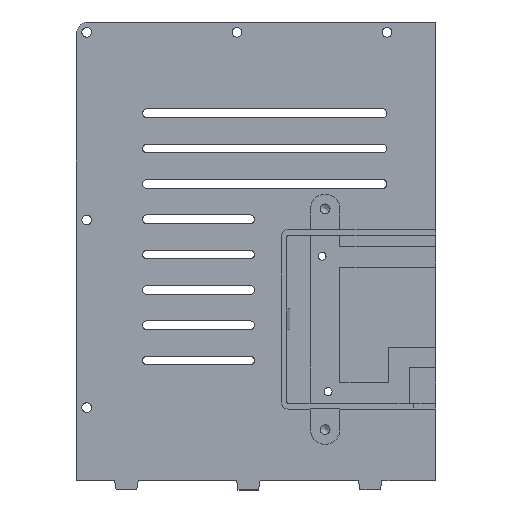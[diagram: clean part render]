
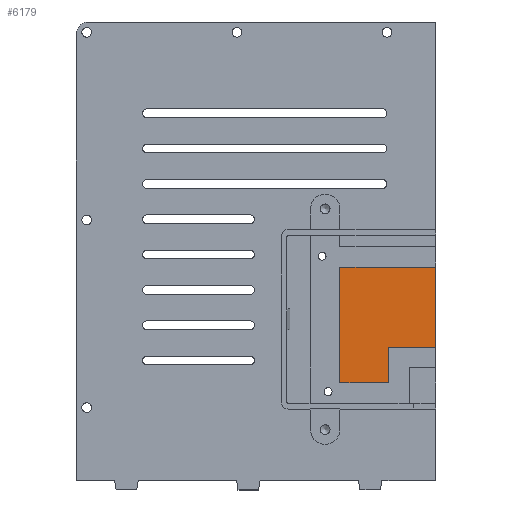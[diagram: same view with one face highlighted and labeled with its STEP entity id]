
A CAD part, top view. The second image highlights one B-rep face of the part: STEP entity #6179.
In plain terms, the highlighted planar face has unit normal (0, 0, 1).
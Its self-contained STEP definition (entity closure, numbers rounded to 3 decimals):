
#107 = PLANE('',#108);
#108 = AXIS2_PLACEMENT_3D('',#109,#110,#111);
#109 = CARTESIAN_POINT('',(0.,156.,0.));
#110 = DIRECTION('',(1.,0.,0.));
#111 = DIRECTION('',(0.,-1.,0.));
#2227 = VERTEX_POINT('',#2228);
#2228 = CARTESIAN_POINT('',(0.,72.71,2.));
#2249 = EDGE_CURVE('',#2227,#2250,#2252,.T.);
#2250 = VERTEX_POINT('',#2251);
#2251 = CARTESIAN_POINT('',(0.,45.5,2.));
#2252 = SURFACE_CURVE('',#2253,(#2257,#2264),.PCURVE_S1.);
#2253 = LINE('',#2254,#2255);
#2254 = CARTESIAN_POINT('',(0.,156.,2.));
#2255 = VECTOR('',#2256,1.);
#2256 = DIRECTION('',(0.,-1.,0.));
#2257 = PCURVE('',#107,#2258);
#2258 = DEFINITIONAL_REPRESENTATION('',(#2259),#2263);
#2259 = LINE('',#2260,#2261);
#2260 = CARTESIAN_POINT('',(0.,-2.));
#2261 = VECTOR('',#2262,1.);
#2262 = DIRECTION('',(1.,0.));
#2263 = ( GEOMETRIC_REPRESENTATION_CONTEXT(2) 
PARAMETRIC_REPRESENTATION_CONTEXT() REPRESENTATION_CONTEXT('2D SPACE',''
  ) );
#2264 = PCURVE('',#2265,#2270);
#2265 = PLANE('',#2266);
#2266 = AXIS2_PLACEMENT_3D('',#2267,#2268,#2269);
#2267 = CARTESIAN_POINT('',(-61.075,75.695,2.));
#2268 = DIRECTION('',(-0.,-0.,-1.));
#2269 = DIRECTION('',(-1.,0.,0.));
#2270 = DEFINITIONAL_REPRESENTATION('',(#2271),#2275);
#2271 = LINE('',#2272,#2273);
#2272 = CARTESIAN_POINT('',(-61.075,80.305));
#2273 = VECTOR('',#2274,1.);
#2274 = DIRECTION('',(0.,-1.));
#2275 = ( GEOMETRIC_REPRESENTATION_CONTEXT(2) 
PARAMETRIC_REPRESENTATION_CONTEXT() REPRESENTATION_CONTEXT('2D SPACE',''
  ) );
#6044 = PLANE('',#6045);
#6045 = AXIS2_PLACEMENT_3D('',#6046,#6047,#6048);
#6046 = CARTESIAN_POINT('',(-16.,45.5,2.));
#6047 = DIRECTION('',(0.,1.,0.));
#6048 = DIRECTION('',(1.,0.,0.));
#6179 = ADVANCED_FACE('',(#6180),#2265,.F.);
#6180 = FACE_BOUND('',#6181,.F.);
#6181 = EDGE_LOOP('',(#6182,#6210,#6211,#6234,#6262,#6290));
#6182 = ORIENTED_EDGE('',*,*,#6183,.F.);
#6183 = EDGE_CURVE('',#2227,#6184,#6186,.T.);
#6184 = VERTEX_POINT('',#6185);
#6185 = CARTESIAN_POINT('',(-32.5,72.71,2.));
#6186 = SURFACE_CURVE('',#6187,(#6191,#6198),.PCURVE_S1.);
#6187 = LINE('',#6188,#6189);
#6188 = CARTESIAN_POINT('',(0.,72.71,2.));
#6189 = VECTOR('',#6190,1.);
#6190 = DIRECTION('',(-1.,0.,0.));
#6191 = PCURVE('',#2265,#6192);
#6192 = DEFINITIONAL_REPRESENTATION('',(#6193),#6197);
#6193 = LINE('',#6194,#6195);
#6194 = CARTESIAN_POINT('',(-61.075,-2.985));
#6195 = VECTOR('',#6196,1.);
#6196 = DIRECTION('',(1.,0.));
#6197 = ( GEOMETRIC_REPRESENTATION_CONTEXT(2) 
PARAMETRIC_REPRESENTATION_CONTEXT() REPRESENTATION_CONTEXT('2D SPACE',''
  ) );
#6198 = PCURVE('',#6199,#6204);
#6199 = PLANE('',#6200);
#6200 = AXIS2_PLACEMENT_3D('',#6201,#6202,#6203);
#6201 = CARTESIAN_POINT('',(0.,72.71,2.));
#6202 = DIRECTION('',(0.,-1.,0.));
#6203 = DIRECTION('',(-1.,0.,0.));
#6204 = DEFINITIONAL_REPRESENTATION('',(#6205),#6209);
#6205 = LINE('',#6206,#6207);
#6206 = CARTESIAN_POINT('',(0.,-0.));
#6207 = VECTOR('',#6208,1.);
#6208 = DIRECTION('',(1.,0.));
#6209 = ( GEOMETRIC_REPRESENTATION_CONTEXT(2) 
PARAMETRIC_REPRESENTATION_CONTEXT() REPRESENTATION_CONTEXT('2D SPACE',''
  ) );
#6210 = ORIENTED_EDGE('',*,*,#2249,.T.);
#6211 = ORIENTED_EDGE('',*,*,#6212,.F.);
#6212 = EDGE_CURVE('',#6213,#2250,#6215,.T.);
#6213 = VERTEX_POINT('',#6214);
#6214 = CARTESIAN_POINT('',(-16.,45.5,2.));
#6215 = SURFACE_CURVE('',#6216,(#6220,#6227),.PCURVE_S1.);
#6216 = LINE('',#6217,#6218);
#6217 = CARTESIAN_POINT('',(-16.,45.5,2.));
#6218 = VECTOR('',#6219,1.);
#6219 = DIRECTION('',(1.,0.,0.));
#6220 = PCURVE('',#2265,#6221);
#6221 = DEFINITIONAL_REPRESENTATION('',(#6222),#6226);
#6222 = LINE('',#6223,#6224);
#6223 = CARTESIAN_POINT('',(-45.075,-30.195));
#6224 = VECTOR('',#6225,1.);
#6225 = DIRECTION('',(-1.,0.));
#6226 = ( GEOMETRIC_REPRESENTATION_CONTEXT(2) 
PARAMETRIC_REPRESENTATION_CONTEXT() REPRESENTATION_CONTEXT('2D SPACE',''
  ) );
#6227 = PCURVE('',#6044,#6228);
#6228 = DEFINITIONAL_REPRESENTATION('',(#6229),#6233);
#6229 = LINE('',#6230,#6231);
#6230 = CARTESIAN_POINT('',(0.,0.));
#6231 = VECTOR('',#6232,1.);
#6232 = DIRECTION('',(1.,0.));
#6233 = ( GEOMETRIC_REPRESENTATION_CONTEXT(2) 
PARAMETRIC_REPRESENTATION_CONTEXT() REPRESENTATION_CONTEXT('2D SPACE',''
  ) );
#6234 = ORIENTED_EDGE('',*,*,#6235,.F.);
#6235 = EDGE_CURVE('',#6236,#6213,#6238,.T.);
#6236 = VERTEX_POINT('',#6237);
#6237 = CARTESIAN_POINT('',(-16.,33.5,2.));
#6238 = SURFACE_CURVE('',#6239,(#6243,#6250),.PCURVE_S1.);
#6239 = LINE('',#6240,#6241);
#6240 = CARTESIAN_POINT('',(-16.,33.5,2.));
#6241 = VECTOR('',#6242,1.);
#6242 = DIRECTION('',(0.,1.,0.));
#6243 = PCURVE('',#2265,#6244);
#6244 = DEFINITIONAL_REPRESENTATION('',(#6245),#6249);
#6245 = LINE('',#6246,#6247);
#6246 = CARTESIAN_POINT('',(-45.075,-42.195));
#6247 = VECTOR('',#6248,1.);
#6248 = DIRECTION('',(0.,1.));
#6249 = ( GEOMETRIC_REPRESENTATION_CONTEXT(2) 
PARAMETRIC_REPRESENTATION_CONTEXT() REPRESENTATION_CONTEXT('2D SPACE',''
  ) );
#6250 = PCURVE('',#6251,#6256);
#6251 = PLANE('',#6252);
#6252 = AXIS2_PLACEMENT_3D('',#6253,#6254,#6255);
#6253 = CARTESIAN_POINT('',(-16.,33.5,2.));
#6254 = DIRECTION('',(-1.,0.,0.));
#6255 = DIRECTION('',(0.,1.,0.));
#6256 = DEFINITIONAL_REPRESENTATION('',(#6257),#6261);
#6257 = LINE('',#6258,#6259);
#6258 = CARTESIAN_POINT('',(0.,0.));
#6259 = VECTOR('',#6260,1.);
#6260 = DIRECTION('',(1.,0.));
#6261 = ( GEOMETRIC_REPRESENTATION_CONTEXT(2) 
PARAMETRIC_REPRESENTATION_CONTEXT() REPRESENTATION_CONTEXT('2D SPACE',''
  ) );
#6262 = ORIENTED_EDGE('',*,*,#6263,.F.);
#6263 = EDGE_CURVE('',#6264,#6236,#6266,.T.);
#6264 = VERTEX_POINT('',#6265);
#6265 = CARTESIAN_POINT('',(-32.5,33.5,2.));
#6266 = SURFACE_CURVE('',#6267,(#6271,#6278),.PCURVE_S1.);
#6267 = LINE('',#6268,#6269);
#6268 = CARTESIAN_POINT('',(-32.5,33.5,2.));
#6269 = VECTOR('',#6270,1.);
#6270 = DIRECTION('',(1.,0.,0.));
#6271 = PCURVE('',#2265,#6272);
#6272 = DEFINITIONAL_REPRESENTATION('',(#6273),#6277);
#6273 = LINE('',#6274,#6275);
#6274 = CARTESIAN_POINT('',(-28.575,-42.195));
#6275 = VECTOR('',#6276,1.);
#6276 = DIRECTION('',(-1.,0.));
#6277 = ( GEOMETRIC_REPRESENTATION_CONTEXT(2) 
PARAMETRIC_REPRESENTATION_CONTEXT() REPRESENTATION_CONTEXT('2D SPACE',''
  ) );
#6278 = PCURVE('',#6279,#6284);
#6279 = PLANE('',#6280);
#6280 = AXIS2_PLACEMENT_3D('',#6281,#6282,#6283);
#6281 = CARTESIAN_POINT('',(-32.5,33.5,2.));
#6282 = DIRECTION('',(0.,1.,0.));
#6283 = DIRECTION('',(1.,0.,0.));
#6284 = DEFINITIONAL_REPRESENTATION('',(#6285),#6289);
#6285 = LINE('',#6286,#6287);
#6286 = CARTESIAN_POINT('',(0.,0.));
#6287 = VECTOR('',#6288,1.);
#6288 = DIRECTION('',(1.,0.));
#6289 = ( GEOMETRIC_REPRESENTATION_CONTEXT(2) 
PARAMETRIC_REPRESENTATION_CONTEXT() REPRESENTATION_CONTEXT('2D SPACE',''
  ) );
#6290 = ORIENTED_EDGE('',*,*,#6291,.F.);
#6291 = EDGE_CURVE('',#6184,#6264,#6292,.T.);
#6292 = SURFACE_CURVE('',#6293,(#6297,#6304),.PCURVE_S1.);
#6293 = LINE('',#6294,#6295);
#6294 = CARTESIAN_POINT('',(-32.5,72.71,2.));
#6295 = VECTOR('',#6296,1.);
#6296 = DIRECTION('',(0.,-1.,0.));
#6297 = PCURVE('',#2265,#6298);
#6298 = DEFINITIONAL_REPRESENTATION('',(#6299),#6303);
#6299 = LINE('',#6300,#6301);
#6300 = CARTESIAN_POINT('',(-28.575,-2.985));
#6301 = VECTOR('',#6302,1.);
#6302 = DIRECTION('',(0.,-1.));
#6303 = ( GEOMETRIC_REPRESENTATION_CONTEXT(2) 
PARAMETRIC_REPRESENTATION_CONTEXT() REPRESENTATION_CONTEXT('2D SPACE',''
  ) );
#6304 = PCURVE('',#6305,#6310);
#6305 = PLANE('',#6306);
#6306 = AXIS2_PLACEMENT_3D('',#6307,#6308,#6309);
#6307 = CARTESIAN_POINT('',(-32.5,72.71,2.));
#6308 = DIRECTION('',(1.,0.,0.));
#6309 = DIRECTION('',(0.,-1.,0.));
#6310 = DEFINITIONAL_REPRESENTATION('',(#6311),#6315);
#6311 = LINE('',#6312,#6313);
#6312 = CARTESIAN_POINT('',(0.,0.));
#6313 = VECTOR('',#6314,1.);
#6314 = DIRECTION('',(1.,0.));
#6315 = ( GEOMETRIC_REPRESENTATION_CONTEXT(2) 
PARAMETRIC_REPRESENTATION_CONTEXT() REPRESENTATION_CONTEXT('2D SPACE',''
  ) );
